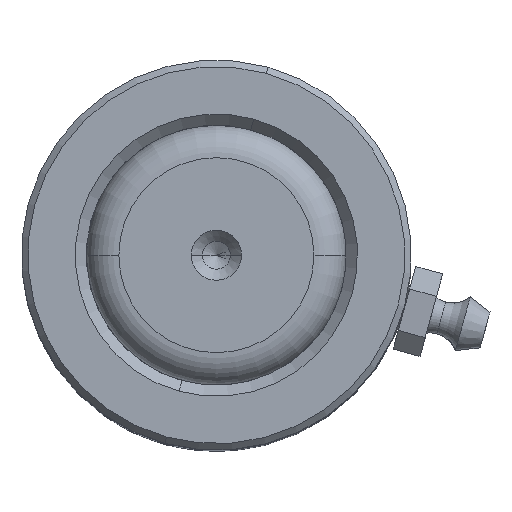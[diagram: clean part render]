
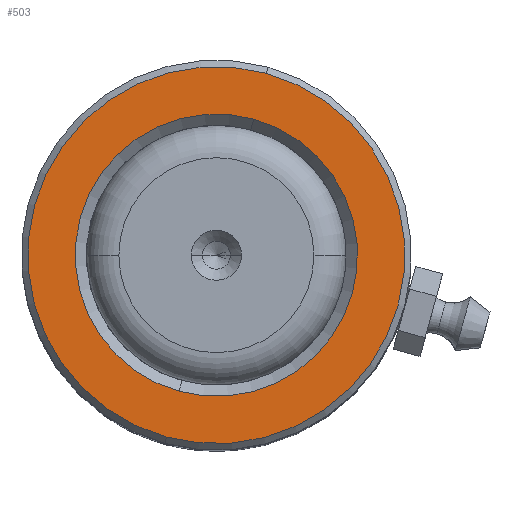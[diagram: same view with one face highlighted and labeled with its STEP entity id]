
A CAD part, top view. The second image highlights one B-rep face of the part: STEP entity #503.
In plain terms, the highlighted planar face has unit normal (0, 0, 1).
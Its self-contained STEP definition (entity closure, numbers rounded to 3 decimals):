
#347 = AXIS2_PLACEMENT_3D ( 'NONE', #1182, #2544, #1945 ) ;
#395 = CARTESIAN_POINT ( 'NONE',  ( 0., 0., 80. ) ) ;
#503 = ADVANCED_FACE ( 'NONE', ( #6521, #2852 ), #5762, .T. ) ;
#693 = ORIENTED_EDGE ( 'NONE', *, *, #7843, .T. ) ;
#770 = CIRCLE ( 'NONE', #7431, 20.3 ) ;
#930 = DIRECTION ( 'NONE',  ( 0., 0., 1. ) ) ;
#1046 = VERTEX_POINT ( 'NONE', #6314 ) ;
#1182 = CARTESIAN_POINT ( 'NONE',  ( 0., 0., 80. ) ) ;
#1278 = DIRECTION ( 'NONE',  ( 1., 0., 0. ) ) ;
#1487 = CIRCLE ( 'NONE', #347, 15.2 ) ;
#1945 = DIRECTION ( 'NONE',  ( 1., 0., 0. ) ) ;
#1985 = VERTEX_POINT ( 'NONE', #6140 ) ;
#2069 = EDGE_CURVE ( 'NONE', #1985, #3546, #8016, .T. ) ;
#2177 = DIRECTION ( 'NONE',  ( 0., 0., 1. ) ) ;
#2544 = DIRECTION ( 'NONE',  ( 0., 0., -1. ) ) ;
#2550 = AXIS2_PLACEMENT_3D ( 'NONE', #5821, #5739, #7121 ) ;
#2616 = DIRECTION ( 'NONE',  ( 0., 0., -1. ) ) ;
#2811 = EDGE_CURVE ( 'NONE', #3299, #1046, #1487, .T. ) ;
#2852 = FACE_BOUND ( 'NONE', #3951, .T. ) ;
#2983 = DIRECTION ( 'NONE',  ( 1., 0., 0. ) ) ;
#3102 = DIRECTION ( 'NONE',  ( 1., 0., 0. ) ) ;
#3299 = VERTEX_POINT ( 'NONE', #3920 ) ;
#3546 = VERTEX_POINT ( 'NONE', #7191 ) ;
#3730 = EDGE_LOOP ( 'NONE', ( #4711, #5819 ) ) ;
#3920 = CARTESIAN_POINT ( 'NONE',  ( 15.2, 0., 80. ) ) ;
#3951 = EDGE_LOOP ( 'NONE', ( #7070, #693 ) ) ;
#4711 = ORIENTED_EDGE ( 'NONE', *, *, #2069, .T. ) ;
#4779 = CARTESIAN_POINT ( 'NONE',  ( 0., 0., 80. ) ) ;
#5066 = AXIS2_PLACEMENT_3D ( 'NONE', #395, #930, #3102 ) ;
#5739 = DIRECTION ( 'NONE',  ( 0., 0., 1. ) ) ;
#5762 = PLANE ( 'NONE',  #5066 ) ;
#5819 = ORIENTED_EDGE ( 'NONE', *, *, #7312, .T. ) ;
#5821 = CARTESIAN_POINT ( 'NONE',  ( 0., 0., 80. ) ) ;
#5932 = CIRCLE ( 'NONE', #6632, 15.2 ) ;
#6140 = CARTESIAN_POINT ( 'NONE',  ( -20.3, 0., 80. ) ) ;
#6314 = CARTESIAN_POINT ( 'NONE',  ( -15.2, 0., 80. ) ) ;
#6521 = FACE_OUTER_BOUND ( 'NONE', #3730, .T. ) ;
#6632 = AXIS2_PLACEMENT_3D ( 'NONE', #4779, #2616, #1278 ) ;
#7070 = ORIENTED_EDGE ( 'NONE', *, *, #2811, .T. ) ;
#7121 = DIRECTION ( 'NONE',  ( 1., 0., 0. ) ) ;
#7129 = CARTESIAN_POINT ( 'NONE',  ( 0., 0., 80. ) ) ;
#7191 = CARTESIAN_POINT ( 'NONE',  ( 20.3, 0., 80. ) ) ;
#7312 = EDGE_CURVE ( 'NONE', #3546, #1985, #770, .T. ) ;
#7431 = AXIS2_PLACEMENT_3D ( 'NONE', #7129, #2177, #2983 ) ;
#7843 = EDGE_CURVE ( 'NONE', #1046, #3299, #5932, .T. ) ;
#8016 = CIRCLE ( 'NONE', #2550, 20.3 ) ;
